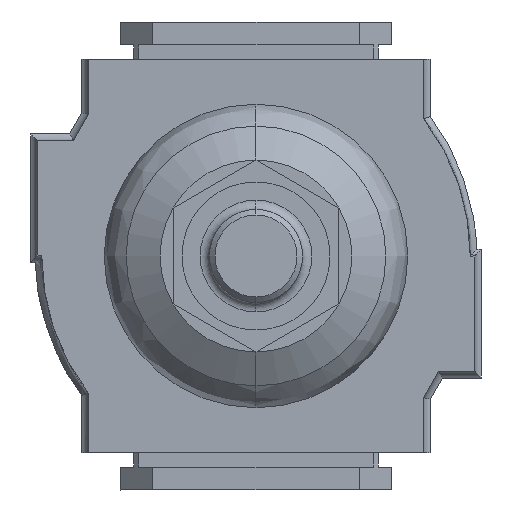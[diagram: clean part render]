
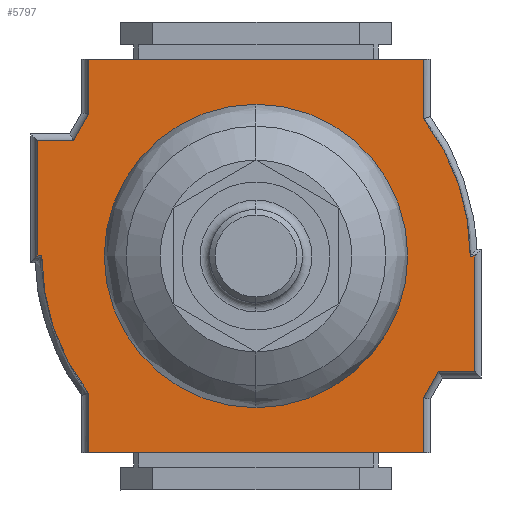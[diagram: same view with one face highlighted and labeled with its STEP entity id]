
A CAD part, front view. The second image highlights one B-rep face of the part: STEP entity #5797.
In plain terms, the highlighted face is planar.
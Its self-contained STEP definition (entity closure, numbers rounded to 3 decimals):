
#1 = DIRECTION ( 'NONE',  ( 0.496, 0., -0.868 ) ) ;
#155 = LINE ( 'NONE', #1202, #3988 ) ;
#170 = VERTEX_POINT ( 'NONE', #1177 ) ;
#188 = CARTESIAN_POINT ( 'NONE',  ( 1.2, 30.9, 0. ) ) ;
#272 = DIRECTION ( 'NONE',  ( 0., 0., 1. ) ) ;
#278 = ORIENTED_EDGE ( 'NONE', *, *, #5723, .F. ) ;
#327 = LINE ( 'NONE', #796, #2769 ) ;
#340 = ORIENTED_EDGE ( 'NONE', *, *, #2036, .F. ) ;
#364 = DIRECTION ( 'NONE',  ( 0., 0., -1. ) ) ;
#383 = VERTEX_POINT ( 'NONE', #3200 ) ;
#406 = EDGE_CURVE ( 'NONE', #5868, #5618, #4614, .T. ) ;
#408 = CARTESIAN_POINT ( 'NONE',  ( -23.5, 30.9, -12.4 ) ) ;
#464 = CIRCLE ( 'NONE', #4581, 24.2 ) ;
#500 = VERTEX_POINT ( 'NONE', #5728 ) ;
#559 = EDGE_CURVE ( 'NONE', #5408, #3522, #639, .T. ) ;
#595 = VERTEX_POINT ( 'NONE', #408 ) ;
#639 = LINE ( 'NONE', #854, #1021 ) ;
#672 = CARTESIAN_POINT ( 'NONE',  ( -23.5, 30.9, -12.4 ) ) ;
#794 = ORIENTED_EDGE ( 'NONE', *, *, #5658, .F. ) ;
#796 = CARTESIAN_POINT ( 'NONE',  ( -18., 30.9, 21.125 ) ) ;
#854 = CARTESIAN_POINT ( 'NONE',  ( 19.6, 30.9, 12.4 ) ) ;
#896 = EDGE_CURVE ( 'NONE', #5548, #1871, #4517, .T. ) ;
#902 = CARTESIAN_POINT ( 'NONE',  ( 23.5, 30.9, 12.4 ) ) ;
#996 = DIRECTION ( 'NONE',  ( 0., 0., 1. ) ) ;
#1021 = VECTOR ( 'NONE', #3047, 1000. ) ;
#1029 = ORIENTED_EDGE ( 'NONE', *, *, #559, .F. ) ;
#1099 = DIRECTION ( 'NONE',  ( 0., 0., 1. ) ) ;
#1124 = VERTEX_POINT ( 'NONE', #2594 ) ;
#1141 = DIRECTION ( 'NONE',  ( 0., 0., 1. ) ) ;
#1177 = CARTESIAN_POINT ( 'NONE',  ( -23.5, 30.9, 0. ) ) ;
#1183 = CARTESIAN_POINT ( 'NONE',  ( -18., 30.9, -21.125 ) ) ;
#1202 = CARTESIAN_POINT ( 'NONE',  ( -18., 30.9, -21.125 ) ) ;
#1299 = EDGE_CURVE ( 'NONE', #2246, #500, #155, .T. ) ;
#1307 = VERTEX_POINT ( 'NONE', #2850 ) ;
#1317 = EDGE_LOOP ( 'NONE', ( #4228, #5058, #4044, #3402, #3759, #2840, #794, #1638, #5004, #5387, #278, #1416, #3561, #1029, #340, #3400 ) ) ;
#1416 = ORIENTED_EDGE ( 'NONE', *, *, #896, .F. ) ;
#1516 = CARTESIAN_POINT ( 'NONE',  ( 23., 30.9, 0. ) ) ;
#1521 = EDGE_CURVE ( 'NONE', #170, #595, #4785, .T. ) ;
#1540 = EDGE_CURVE ( 'NONE', #5235, #383, #464, .T. ) ;
#1569 = CARTESIAN_POINT ( 'NONE',  ( -1.2, 30.9, 0. ) ) ;
#1638 = ORIENTED_EDGE ( 'NONE', *, *, #1521, .F. ) ;
#1752 = DIRECTION ( 'NONE',  ( -1., 0., 0. ) ) ;
#1826 = CARTESIAN_POINT ( 'NONE',  ( -23., 30.9, 0. ) ) ;
#1849 = PLANE ( 'NONE',  #5441 ) ;
#1864 = LINE ( 'NONE', #902, #5055 ) ;
#1871 = VERTEX_POINT ( 'NONE', #3504 ) ;
#2005 = DIRECTION ( 'NONE',  ( 1., 0., 0. ) ) ;
#2036 = EDGE_CURVE ( 'NONE', #1307, #5408, #1864, .T. ) ;
#2041 = CARTESIAN_POINT ( 'NONE',  ( 23.5, 30.9, 0. ) ) ;
#2203 = CARTESIAN_POINT ( 'NONE',  ( -18., 30.9, -15.2 ) ) ;
#2209 = VERTEX_POINT ( 'NONE', #2669 ) ;
#2246 = VERTEX_POINT ( 'NONE', #1183 ) ;
#2274 = LINE ( 'NONE', #3387, #4136 ) ;
#2302 = CARTESIAN_POINT ( 'NONE',  ( 0., 30.9, 0. ) ) ;
#2388 = DIRECTION ( 'NONE',  ( 0., 1., 0. ) ) ;
#2518 = LINE ( 'NONE', #1516, #4808 ) ;
#2545 = DIRECTION ( 'NONE',  ( 1., 0., 0. ) ) ;
#2562 = VECTOR ( 'NONE', #1752, 1000. ) ;
#2585 = CARTESIAN_POINT ( 'NONE',  ( 18., 30.9, -14.731 ) ) ;
#2594 = CARTESIAN_POINT ( 'NONE',  ( -23., 30.9, 0. ) ) ;
#2633 = DIRECTION ( 'NONE',  ( 0., 0., -1. ) ) ;
#2669 = CARTESIAN_POINT ( 'NONE',  ( -18., 30.9, 14.731 ) ) ;
#2769 = VECTOR ( 'NONE', #2633, 1000. ) ;
#2840 = ORIENTED_EDGE ( 'NONE', *, *, #406, .F. ) ;
#2850 = CARTESIAN_POINT ( 'NONE',  ( 23.5, 30.9, 12.4 ) ) ;
#2869 = FACE_OUTER_BOUND ( 'NONE', #1317, .T. ) ;
#2902 = VECTOR ( 'NONE', #4094, 1000. ) ;
#2955 = DIRECTION ( 'NONE',  ( 0., 0., -1. ) ) ;
#2960 = EDGE_CURVE ( 'NONE', #383, #4239, #2518, .T. ) ;
#2994 = CARTESIAN_POINT ( 'NONE',  ( 18., 30.9, 15.2 ) ) ;
#3047 = DIRECTION ( 'NONE',  ( -0.496, 0., 0.868 ) ) ;
#3050 = DIRECTION ( 'NONE',  ( 1., 0., 0. ) ) ;
#3052 = CARTESIAN_POINT ( 'NONE',  ( -18., 30.9, -15.2 ) ) ;
#3065 = EDGE_CURVE ( 'NONE', #2209, #1124, #3831, .T. ) ;
#3070 = VECTOR ( 'NONE', #272, 1000. ) ;
#3197 = EDGE_CURVE ( 'NONE', #1124, #170, #3259, .T. ) ;
#3200 = CARTESIAN_POINT ( 'NONE',  ( 23., 30.9, 0. ) ) ;
#3259 = LINE ( 'NONE', #1826, #2902 ) ;
#3361 = CARTESIAN_POINT ( 'NONE',  ( 18., 30.9, 15.2 ) ) ;
#3387 = CARTESIAN_POINT ( 'NONE',  ( 18., 30.9, -21.125 ) ) ;
#3400 = ORIENTED_EDGE ( 'NONE', *, *, #5331, .F. ) ;
#3402 = ORIENTED_EDGE ( 'NONE', *, *, #1299, .F. ) ;
#3417 = CARTESIAN_POINT ( 'NONE',  ( -23.5, 30.9, 0. ) ) ;
#3438 = DIRECTION ( 'NONE',  ( 0., -1., 0. ) ) ;
#3504 = CARTESIAN_POINT ( 'NONE',  ( -18., 30.9, 21.125 ) ) ;
#3522 = VERTEX_POINT ( 'NONE', #3361 ) ;
#3561 = ORIENTED_EDGE ( 'NONE', *, *, #5615, .F. ) ;
#3610 = VECTOR ( 'NONE', #2545, 1000. ) ;
#3613 = CARTESIAN_POINT ( 'NONE',  ( 23.5, 30.9, 0. ) ) ;
#3658 = EDGE_CURVE ( 'NONE', #500, #5235, #2274, .T. ) ;
#3759 = ORIENTED_EDGE ( 'NONE', *, *, #3807, .F. ) ;
#3807 = EDGE_CURVE ( 'NONE', #5618, #2246, #4016, .T. ) ;
#3831 = CIRCLE ( 'NONE', #5750, 24.2 ) ;
#3844 = LINE ( 'NONE', #672, #3610 ) ;
#3873 = LINE ( 'NONE', #2994, #4590 ) ;
#3988 = VECTOR ( 'NONE', #3050, 1000. ) ;
#4004 = CARTESIAN_POINT ( 'NONE',  ( 19.6, 30.9, 12.4 ) ) ;
#4016 = LINE ( 'NONE', #2203, #5761 ) ;
#4044 = ORIENTED_EDGE ( 'NONE', *, *, #3658, .F. ) ;
#4088 = CARTESIAN_POINT ( 'NONE',  ( -19.6, 30.9, -12.4 ) ) ;
#4094 = DIRECTION ( 'NONE',  ( -1., 0., 0. ) ) ;
#4136 = VECTOR ( 'NONE', #1099, 1000. ) ;
#4228 = ORIENTED_EDGE ( 'NONE', *, *, #2960, .F. ) ;
#4239 = VERTEX_POINT ( 'NONE', #3613 ) ;
#4378 = LINE ( 'NONE', #2041, #3070 ) ;
#4517 = LINE ( 'NONE', #4871, #2562 ) ;
#4566 = VECTOR ( 'NONE', #1, 1000. ) ;
#4581 = AXIS2_PLACEMENT_3D ( 'NONE', #1569, #4872, #5757 ) ;
#4590 = VECTOR ( 'NONE', #1141, 1000. ) ;
#4614 = LINE ( 'NONE', #4088, #4566 ) ;
#4618 = CARTESIAN_POINT ( 'NONE',  ( 18., 30.9, 21.125 ) ) ;
#4717 = DIRECTION ( 'NONE',  ( -1., 0., 0. ) ) ;
#4785 = LINE ( 'NONE', #3417, #4866 ) ;
#4808 = VECTOR ( 'NONE', #2005, 1000. ) ;
#4866 = VECTOR ( 'NONE', #2955, 1000. ) ;
#4871 = CARTESIAN_POINT ( 'NONE',  ( 18., 30.9, 21.125 ) ) ;
#4872 = DIRECTION ( 'NONE',  ( 0., -1., 0. ) ) ;
#5004 = ORIENTED_EDGE ( 'NONE', *, *, #3197, .F. ) ;
#5055 = VECTOR ( 'NONE', #5507, 1000. ) ;
#5058 = ORIENTED_EDGE ( 'NONE', *, *, #1540, .F. ) ;
#5235 = VERTEX_POINT ( 'NONE', #2585 ) ;
#5253 = CARTESIAN_POINT ( 'NONE',  ( -19.6, 30.9, -12.4 ) ) ;
#5331 = EDGE_CURVE ( 'NONE', #4239, #1307, #4378, .T. ) ;
#5387 = ORIENTED_EDGE ( 'NONE', *, *, #3065, .F. ) ;
#5408 = VERTEX_POINT ( 'NONE', #4004 ) ;
#5441 = AXIS2_PLACEMENT_3D ( 'NONE', #2302, #2388, #996 ) ;
#5507 = DIRECTION ( 'NONE',  ( -1., 0., 0. ) ) ;
#5548 = VERTEX_POINT ( 'NONE', #4618 ) ;
#5615 = EDGE_CURVE ( 'NONE', #3522, #5548, #3873, .T. ) ;
#5618 = VERTEX_POINT ( 'NONE', #3052 ) ;
#5658 = EDGE_CURVE ( 'NONE', #595, #5868, #3844, .T. ) ;
#5723 = EDGE_CURVE ( 'NONE', #1871, #2209, #327, .T. ) ;
#5728 = CARTESIAN_POINT ( 'NONE',  ( 18., 30.9, -21.125 ) ) ;
#5750 = AXIS2_PLACEMENT_3D ( 'NONE', #188, #3438, #4717 ) ;
#5757 = DIRECTION ( 'NONE',  ( 1., 0., 0. ) ) ;
#5761 = VECTOR ( 'NONE', #364, 1000. ) ;
#5797 = ADVANCED_FACE ( 'NONE', ( #2869 ), #1849, .T. ) ;
#5868 = VERTEX_POINT ( 'NONE', #5253 ) ;
